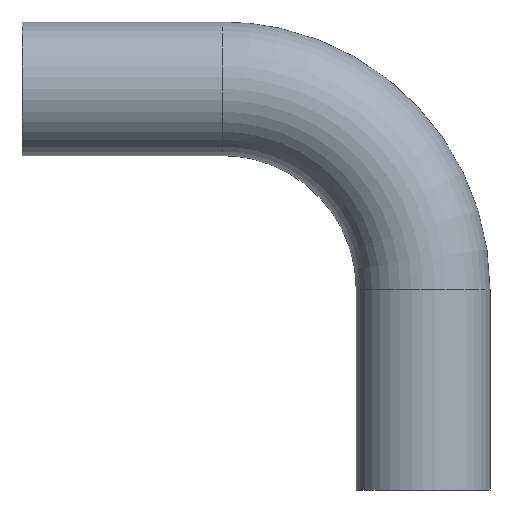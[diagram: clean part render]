
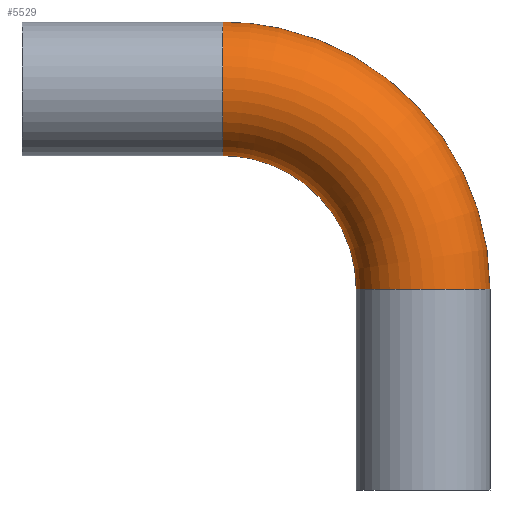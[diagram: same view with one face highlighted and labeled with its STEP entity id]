
A CAD part, front view. The second image highlights one B-rep face of the part: STEP entity #5529.
In plain terms, the highlighted toroidal (fillet/blend) face has major radius 38.1 mm and minor radius 12.7 mm.
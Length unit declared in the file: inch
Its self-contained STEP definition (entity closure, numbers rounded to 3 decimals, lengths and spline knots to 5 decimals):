
#14=TOROIDAL_SURFACE('',#5801,1.5,0.5);
#63=FACE_BOUND('',#981,.T.);
#640=FACE_OUTER_BOUND('',#980,.T.);
#980=EDGE_LOOP('',(#5171));
#981=EDGE_LOOP('',(#5172));
#1414=CIRCLE('',#5782,0.5);
#1421=CIRCLE('',#5798,0.5);
#2702=VERTEX_POINT('',#12551);
#2709=VERTEX_POINT('',#12574);
#3523=EDGE_CURVE('',#2702,#2702,#1414,.T.);
#3530=EDGE_CURVE('',#2709,#2709,#1421,.T.);
#5171=ORIENTED_EDGE('',*,*,#3530,.T.);
#5172=ORIENTED_EDGE('',*,*,#3523,.F.);
#5529=ADVANCED_FACE('',(#640,#63),#14,.T.);
#5782=AXIS2_PLACEMENT_3D('',#12552,#6671,#6672);
#5798=AXIS2_PLACEMENT_3D('',#12575,#6703,#6704);
#5801=AXIS2_PLACEMENT_3D('',#12578,#6709,#6710);
#6671=DIRECTION('center_axis',(0.,0.,-1.));
#6672=DIRECTION('ref_axis',(-1.,0.,0.));
#6703=DIRECTION('center_axis',(1.,0.,0.));
#6704=DIRECTION('ref_axis',(0.,0.,
-1.));
#6709=DIRECTION('center_axis',(0.,-1.,0.));
#6710=DIRECTION('ref_axis',(0.,0.,-1.));
#12551=CARTESIAN_POINT('',(0.5,0.,0.));
#12552=CARTESIAN_POINT('Origin',(0.,0.,0.));
#12574=CARTESIAN_POINT('',(-1.5,0.,2.));
#12575=CARTESIAN_POINT('Origin',(-1.5,0.,1.5));
#12578=CARTESIAN_POINT('Origin',(-1.5,0.,0.));
